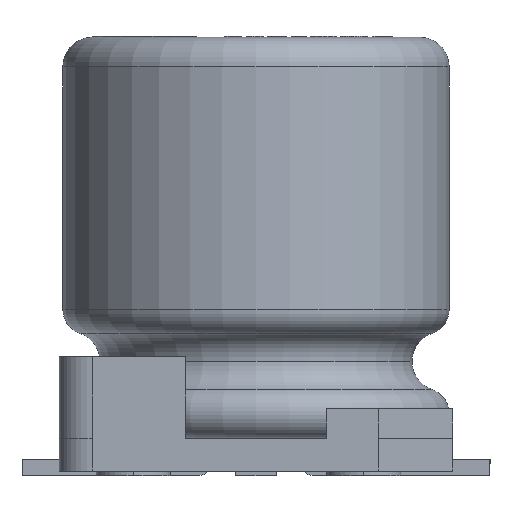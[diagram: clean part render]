
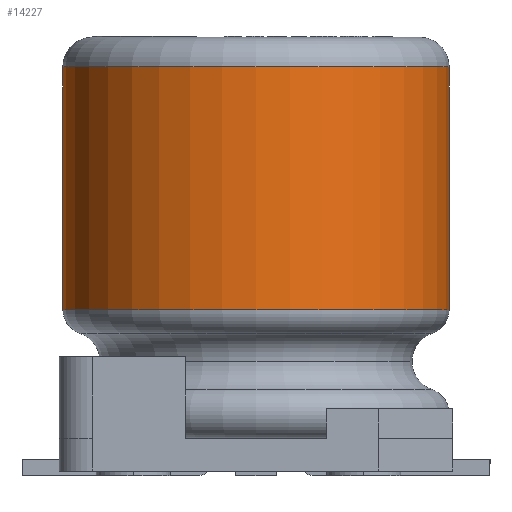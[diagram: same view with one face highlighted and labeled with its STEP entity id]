
A CAD part, front view. The second image highlights one B-rep face of the part: STEP entity #14227.
In plain terms, the highlighted cylindrical face has radius 2.6 mm (diameter 5.2 mm), a partial arc.
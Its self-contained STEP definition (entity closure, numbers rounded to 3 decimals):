
#25 = LINE ( 'NONE', #1176, #9093 ) ;
#36 = DIRECTION ( 'NONE',  ( 1., 0., 0. ) ) ;
#409 = VERTEX_POINT ( 'NONE', #13128 ) ;
#1176 = CARTESIAN_POINT ( 'NONE',  ( 0., 0., -2.6 ) ) ;
#1472 = CIRCLE ( 'NONE', #3170, 2.6 ) ;
#1701 = ORIENTED_EDGE ( 'NONE', *, *, #7132, .T. ) ;
#1837 = CYLINDRICAL_SURFACE ( 'NONE', #3617, 2.6 ) ;
#2620 = VECTOR ( 'NONE', #13353, 1000. ) ;
#2735 = DIRECTION ( 'NONE',  ( -1., 0., 0. ) ) ;
#2830 = CARTESIAN_POINT ( 'NONE',  ( 0., 0., 0. ) ) ;
#3170 = AXIS2_PLACEMENT_3D ( 'NONE', #12801, #36, #7043 ) ;
#3617 = AXIS2_PLACEMENT_3D ( 'NONE', #2830, #2735, #6237 ) ;
#3924 = EDGE_CURVE ( 'NONE', #12796, #9825, #4234, .T. ) ;
#4036 = EDGE_LOOP ( 'NONE', ( #15028, #6163, #13594, #1701 ) ) ;
#4234 = LINE ( 'NONE', #8641, #2620 ) ;
#4506 = DIRECTION ( 'NONE',  ( -1., 0., 0. ) ) ;
#6163 = ORIENTED_EDGE ( 'NONE', *, *, #11106, .T. ) ;
#6237 = DIRECTION ( 'NONE',  ( 0., 0., 1. ) ) ;
#6650 = EDGE_CURVE ( 'NONE', #409, #14450, #25, .T. ) ;
#6866 = DIRECTION ( 'NONE',  ( -1., 0., 0. ) ) ;
#7043 = DIRECTION ( 'NONE',  ( 0., 0., -1. ) ) ;
#7132 = EDGE_CURVE ( 'NONE', #9825, #14450, #1472, .T. ) ;
#7842 = CARTESIAN_POINT ( 'NONE',  ( 0.4, 0., -2.6 ) ) ;
#8641 = CARTESIAN_POINT ( 'NONE',  ( 0., 0., 2.6 ) ) ;
#8661 = CARTESIAN_POINT ( 'NONE',  ( 0.4, 0., 2.6 ) ) ;
#9093 = VECTOR ( 'NONE', #6866, 1000. ) ;
#9825 = VERTEX_POINT ( 'NONE', #8661 ) ;
#10741 = FACE_OUTER_BOUND ( 'NONE', #4036, .T. ) ;
#11106 = EDGE_CURVE ( 'NONE', #409, #12796, #12223, .T. ) ;
#11448 = CARTESIAN_POINT ( 'NONE',  ( 3.667, 0., 0. ) ) ;
#12223 = CIRCLE ( 'NONE', #12505, 2.6 ) ;
#12505 = AXIS2_PLACEMENT_3D ( 'NONE', #11448, #4506, #15020 ) ;
#12796 = VERTEX_POINT ( 'NONE', #13102 ) ;
#12801 = CARTESIAN_POINT ( 'NONE',  ( 0.4, 0., 0. ) ) ;
#13102 = CARTESIAN_POINT ( 'NONE',  ( 3.667, 0., 2.6 ) ) ;
#13128 = CARTESIAN_POINT ( 'NONE',  ( 3.667, 0., -2.6 ) ) ;
#13353 = DIRECTION ( 'NONE',  ( -1., 0., 0. ) ) ;
#13594 = ORIENTED_EDGE ( 'NONE', *, *, #3924, .T. ) ;
#14227 = ADVANCED_FACE ( 'NONE', ( #10741 ), #1837, .T. ) ;
#14450 = VERTEX_POINT ( 'NONE', #7842 ) ;
#15020 = DIRECTION ( 'NONE',  ( 0., 0., 1. ) ) ;
#15028 = ORIENTED_EDGE ( 'NONE', *, *, #6650, .F. ) ;
